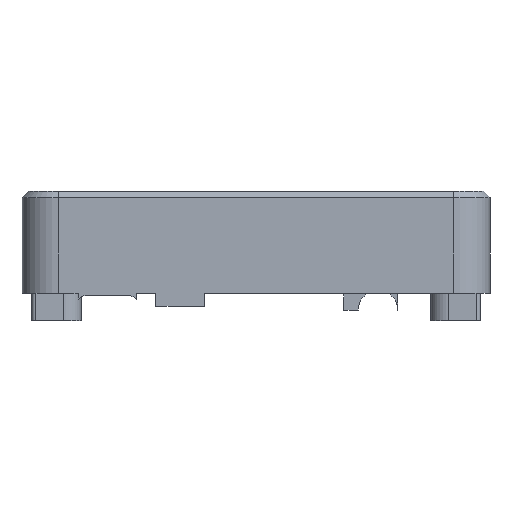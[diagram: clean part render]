
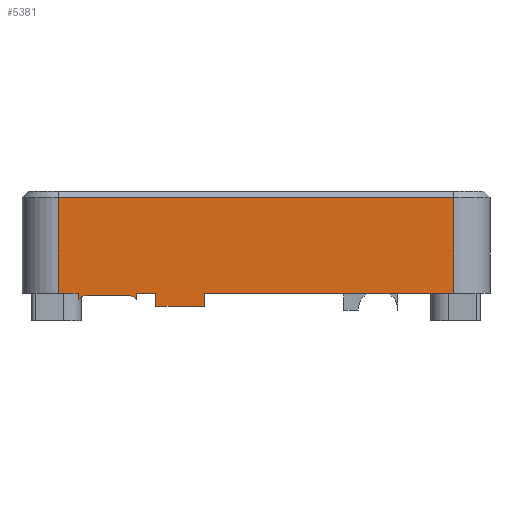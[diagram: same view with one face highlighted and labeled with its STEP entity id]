
A CAD part, left-side view. The second image highlights one B-rep face of the part: STEP entity #5381.
In plain terms, the highlighted planar face has unit normal (-1, 0, 0).
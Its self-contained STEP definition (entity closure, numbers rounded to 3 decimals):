
#84=PLANE('',#5680);
#605=FACE_OUTER_BOUND('',#911,.T.);
#911=EDGE_LOOP('',(#4463,#4464,#4465,#4466,#4467,#4468,#4469,#4470,#4471,
#4472,#4473,#4474,#4475,#4476));
#1265=LINE('',#9037,#1747);
#1268=LINE('',#9043,#1750);
#1270=LINE('',#9048,#1752);
#1274=LINE('',#9056,#1756);
#1275=LINE('',#9058,#1757);
#1276=LINE('',#9060,#1758);
#1277=LINE('',#9062,#1759);
#1278=LINE('',#9064,#1760);
#1279=LINE('',#9066,#1761);
#1280=LINE('',#9070,#1762);
#1281=LINE('',#9074,#1763);
#1282=LINE('',#9075,#1764);
#1747=VECTOR('',#6433,10.);
#1750=VECTOR('',#6438,10.);
#1752=VECTOR('',#6442,10.);
#1756=VECTOR('',#6448,10.);
#1757=VECTOR('',#6449,10.);
#1758=VECTOR('',#6450,10.);
#1759=VECTOR('',#6451,10.);
#1760=VECTOR('',#6452,10.);
#1761=VECTOR('',#6453,10.);
#1762=VECTOR('',#6456,10.);
#1763=VECTOR('',#6459,10.);
#1764=VECTOR('',#6460,10.);
#2078=CIRCLE('',#5681,1.35);
#2079=CIRCLE('',#5682,1.35);
#2473=VERTEX_POINT('',#9027);
#2477=VERTEX_POINT('',#9035);
#2479=VERTEX_POINT('',#9041);
#2480=VERTEX_POINT('',#9045);
#2484=VERTEX_POINT('',#9055);
#2485=VERTEX_POINT('',#9057);
#2486=VERTEX_POINT('',#9059);
#2487=VERTEX_POINT('',#9061);
#2488=VERTEX_POINT('',#9063);
#2489=VERTEX_POINT('',#9065);
#2490=VERTEX_POINT('',#9067);
#2491=VERTEX_POINT('',#9069);
#2492=VERTEX_POINT('',#9071);
#2493=VERTEX_POINT('',#9073);
#3174=EDGE_CURVE('',#2477,#2473,#1265,.T.);
#3177=EDGE_CURVE('',#2477,#2479,#1268,.T.);
#3179=EDGE_CURVE('',#2480,#2479,#1270,.T.);
#3183=EDGE_CURVE('',#2480,#2484,#1274,.T.);
#3184=EDGE_CURVE('',#2484,#2485,#1275,.T.);
#3185=EDGE_CURVE('',#2486,#2485,#1276,.T.);
#3186=EDGE_CURVE('',#2487,#2486,#1277,.T.);
#3187=EDGE_CURVE('',#2487,#2488,#1278,.T.);
#3188=EDGE_CURVE('',#2489,#2488,#1279,.T.);
#3189=EDGE_CURVE('',#2490,#2489,#2078,.T.);
#3190=EDGE_CURVE('',#2491,#2490,#1280,.T.);
#3191=EDGE_CURVE('',#2492,#2491,#2079,.T.);
#3192=EDGE_CURVE('',#2492,#2493,#1281,.T.);
#3193=EDGE_CURVE('',#2493,#2473,#1282,.T.);
#4463=ORIENTED_EDGE('',*,*,#3183,.T.);
#4464=ORIENTED_EDGE('',*,*,#3184,.T.);
#4465=ORIENTED_EDGE('',*,*,#3185,.F.);
#4466=ORIENTED_EDGE('',*,*,#3186,.F.);
#4467=ORIENTED_EDGE('',*,*,#3187,.T.);
#4468=ORIENTED_EDGE('',*,*,#3188,.F.);
#4469=ORIENTED_EDGE('',*,*,#3189,.F.);
#4470=ORIENTED_EDGE('',*,*,#3190,.F.);
#4471=ORIENTED_EDGE('',*,*,#3191,.F.);
#4472=ORIENTED_EDGE('',*,*,#3192,.T.);
#4473=ORIENTED_EDGE('',*,*,#3193,.T.);
#4474=ORIENTED_EDGE('',*,*,#3174,.F.);
#4475=ORIENTED_EDGE('',*,*,#3177,.T.);
#4476=ORIENTED_EDGE('',*,*,#3179,.F.);
#5381=ADVANCED_FACE('',(#605),#84,.T.);
#5680=AXIS2_PLACEMENT_3D('',#9054,#6446,#6447);
#5681=AXIS2_PLACEMENT_3D('',#9068,#6454,#6455);
#5682=AXIS2_PLACEMENT_3D('',#9072,#6457,#6458);
#6433=DIRECTION('',(0.,0.,1.));
#6438=DIRECTION('',(0.,-1.,0.));
#6442=DIRECTION('',(0.,0.,-1.));
#6446=DIRECTION('center_axis',(-1.,0.,0.));
#6447=DIRECTION('ref_axis',(0.,-1.,0.));
#6448=DIRECTION('',(0.,-1.,0.));
#6449=DIRECTION('',(0.,0.,1.));
#6450=DIRECTION('',(0.,-1.,0.));
#6451=DIRECTION('',(0.,0.,1.));
#6452=DIRECTION('',(0.,-1.,0.));
#6453=DIRECTION('',(0.,0.,1.));
#6454=DIRECTION('center_axis',(-1.,0.,0.));
#6455=DIRECTION('ref_axis',(0.,0.,1.));
#6456=DIRECTION('',(0.,1.,0.));
#6457=DIRECTION('center_axis',(-1.,0.,0.));
#6458=DIRECTION('ref_axis',(0.,-1.,0.));
#6459=DIRECTION('',(0.,0.,1.));
#6460=DIRECTION('',(0.,-1.,0.));
#9027=CARTESIAN_POINT('',(-53.506,16.88,14.1));
#9035=CARTESIAN_POINT('',(-53.506,16.88,12.1));
#9037=CARTESIAN_POINT('',(-53.506,16.88,14.1));
#9041=CARTESIAN_POINT('',(-53.506,9.48,12.1));
#9043=CARTESIAN_POINT('',(-53.506,17.18,12.1));
#9045=CARTESIAN_POINT('',(-53.506,9.48,14.1));
#9048=CARTESIAN_POINT('',(-53.506,9.48,14.1));
#9054=CARTESIAN_POINT('Origin',(-53.506,31.68,14.1));
#9055=CARTESIAN_POINT('',(-53.506,-28.32,14.1));
#9056=CARTESIAN_POINT('',(-53.506,31.68,14.1));
#9057=CARTESIAN_POINT('',(-53.506,-28.32,28.6));
#9058=CARTESIAN_POINT('',(-53.506,-28.32,14.1));
#9059=CARTESIAN_POINT('',(-53.506,31.68,28.6));
#9060=CARTESIAN_POINT('',(-53.506,16.68,28.6));
#9061=CARTESIAN_POINT('',(-53.506,31.68,14.1));
#9062=CARTESIAN_POINT('',(-53.506,31.68,14.1));
#9063=CARTESIAN_POINT('',(-53.506,28.655,14.1));
#9064=CARTESIAN_POINT('',(-53.506,31.68,14.1));
#9065=CARTESIAN_POINT('',(-53.506,28.655,13.199));
#9066=CARTESIAN_POINT('',(-53.506,28.655,14.8));
#9067=CARTESIAN_POINT('',(-53.506,27.605,13.7));
#9068=CARTESIAN_POINT('Origin',(-53.506,27.605,12.35));
#9069=CARTESIAN_POINT('',(-53.506,20.905,13.7));
#9070=CARTESIAN_POINT('',(-53.506,27.355,13.7));
#9071=CARTESIAN_POINT('',(-53.506,19.855,13.199));
#9072=CARTESIAN_POINT('Origin',(-53.506,20.905,12.35));
#9073=CARTESIAN_POINT('',(-53.506,19.855,14.1));
#9074=CARTESIAN_POINT('',(-53.506,19.855,13.199));
#9075=CARTESIAN_POINT('',(-53.506,31.68,14.1));
